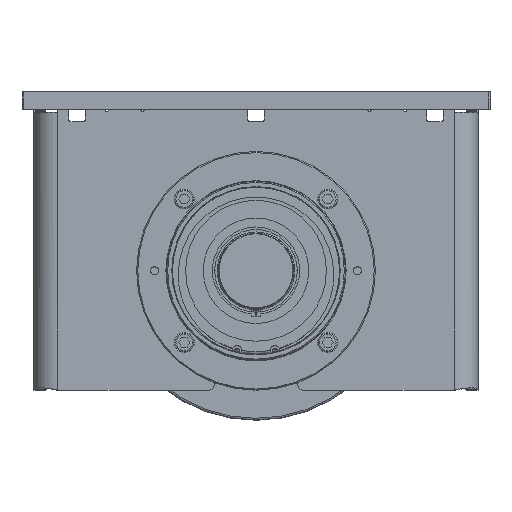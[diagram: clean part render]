
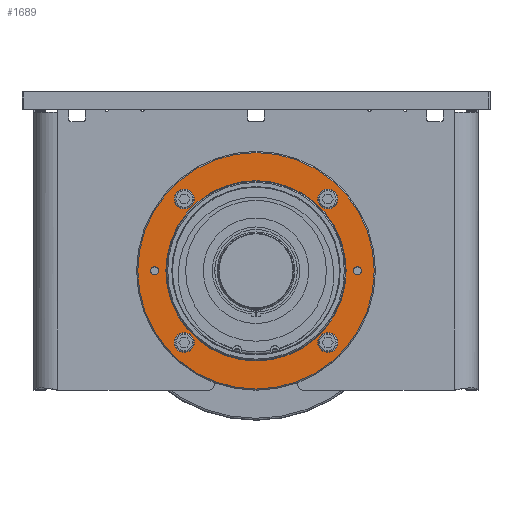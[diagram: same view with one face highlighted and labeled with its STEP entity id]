
A CAD part, top view. The second image highlights one B-rep face of the part: STEP entity #1689.
In plain terms, the highlighted planar face has unit normal (0, 0, 1).
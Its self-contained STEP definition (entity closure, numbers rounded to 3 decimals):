
#1689=ADVANCED_FACE('',(#3866,#3867,#3868,#3869,#3870,#3871,#3872,#3873),#3874,.T.);
#3866=FACE_OUTER_BOUND('',#7107,.T.);
#3867=FACE_BOUND('',#7108,.T.);
#3868=FACE_BOUND('',#7109,.T.);
#3869=FACE_BOUND('',#7110,.T.);
#3870=FACE_BOUND('',#7111,.T.);
#3871=FACE_BOUND('',#7112,.T.);
#3872=FACE_BOUND('',#7113,.T.);
#3873=FACE_BOUND('',#7114,.T.);
#3874=PLANE('',#7115);
#7107=EDGE_LOOP('',(#12544,#12545));
#7108=EDGE_LOOP('',(#12546,#12547));
#7109=EDGE_LOOP('',(#12548,#12549));
#7110=EDGE_LOOP('',(#12550,#12551,#12552,#12553));
#7111=EDGE_LOOP('',(#12554,#12555));
#7112=EDGE_LOOP('',(#12556,#12557));
#7113=EDGE_LOOP('',(#12558,#12559));
#7114=EDGE_LOOP('',(#12560,#12561));
#7115=AXIS2_PLACEMENT_3D('',#12562,#12563,#12564);
#12544=ORIENTED_EDGE('',*,*,#17979,.F.);
#12545=ORIENTED_EDGE('',*,*,#17976,.F.);
#12546=ORIENTED_EDGE('',*,*,#17983,.F.);
#12547=ORIENTED_EDGE('',*,*,#17984,.F.);
#12548=ORIENTED_EDGE('',*,*,#17985,.F.);
#12549=ORIENTED_EDGE('',*,*,#17986,.F.);
#12550=ORIENTED_EDGE('',*,*,#17987,.T.);
#12551=ORIENTED_EDGE('',*,*,#16285,.T.);
#12552=ORIENTED_EDGE('',*,*,#17988,.T.);
#12553=ORIENTED_EDGE('',*,*,#16290,.T.);
#12554=ORIENTED_EDGE('',*,*,#17989,.T.);
#12555=ORIENTED_EDGE('',*,*,#17990,.T.);
#12556=ORIENTED_EDGE('',*,*,#17991,.T.);
#12557=ORIENTED_EDGE('',*,*,#17992,.T.);
#12558=ORIENTED_EDGE('',*,*,#17993,.T.);
#12559=ORIENTED_EDGE('',*,*,#17994,.T.);
#12560=ORIENTED_EDGE('',*,*,#17995,.T.);
#12561=ORIENTED_EDGE('',*,*,#17996,.T.);
#12562=CARTESIAN_POINT('',(0.0,-135.0,80.15));
#12563=DIRECTION('',(0.0,0.0,1.0));
#12564=DIRECTION('',(1.0,0.0,0.0));
#16285=EDGE_CURVE('',#19454,#19458,#19460,.T.);
#16290=EDGE_CURVE('',#19463,#19467,#19469,.T.);
#17976=EDGE_CURVE('',#22030,#22032,#22033,.T.);
#17979=EDGE_CURVE('',#22032,#22030,#22036,.T.);
#17983=EDGE_CURVE('',#22040,#22041,#22042,.T.);
#17984=EDGE_CURVE('',#22041,#22040,#22043,.T.);
#17985=EDGE_CURVE('',#22044,#22045,#22046,.T.);
#17986=EDGE_CURVE('',#22045,#22044,#22047,.T.);
#17987=EDGE_CURVE('',#19467,#19454,#22048,.T.);
#17988=EDGE_CURVE('',#19458,#19463,#22049,.T.);
#17989=EDGE_CURVE('',#22050,#22051,#22052,.T.);
#17990=EDGE_CURVE('',#22051,#22050,#22053,.T.);
#17991=EDGE_CURVE('',#22054,#22055,#22056,.T.);
#17992=EDGE_CURVE('',#22055,#22054,#22057,.T.);
#17993=EDGE_CURVE('',#22058,#22059,#22060,.T.);
#17994=EDGE_CURVE('',#22059,#22058,#22061,.T.);
#17995=EDGE_CURVE('',#22062,#22063,#22064,.T.);
#17996=EDGE_CURVE('',#22063,#22062,#22065,.T.);
#19454=VERTEX_POINT('',#23981);
#19458=VERTEX_POINT('',#23985);
#19460=CIRCLE('',#23987,75.5);
#19463=VERTEX_POINT('',#23990);
#19467=VERTEX_POINT('',#23994);
#19469=CIRCLE('',#23996,75.5);
#22030=VERTEX_POINT('',#27533);
#22032=VERTEX_POINT('',#27536);
#22033=CIRCLE('',#27537,99.0);
#22036=CIRCLE('',#27541,99.0);
#22040=VERTEX_POINT('',#27545);
#22041=VERTEX_POINT('',#27546);
#22042=CIRCLE('',#27547,3.4);
#22043=CIRCLE('',#27548,3.4);
#22044=VERTEX_POINT('',#27549);
#22045=VERTEX_POINT('',#27550);
#22046=CIRCLE('',#27551,3.4);
#22047=CIRCLE('',#27552,3.4);
#22048=CIRCLE('',#27553,75.5);
#22049=CIRCLE('',#27554,75.5);
#22050=VERTEX_POINT('',#27555);
#22051=VERTEX_POINT('',#27556);
#22052=CIRCLE('',#27557,8.3);
#22053=CIRCLE('',#27558,8.3);
#22054=VERTEX_POINT('',#27559);
#22055=VERTEX_POINT('',#27560);
#22056=CIRCLE('',#27561,8.3);
#22057=CIRCLE('',#27562,8.3);
#22058=VERTEX_POINT('',#27563);
#22059=VERTEX_POINT('',#27564);
#22060=CIRCLE('',#27565,8.3);
#22061=CIRCLE('',#27566,8.3);
#22062=VERTEX_POINT('',#27567);
#22063=VERTEX_POINT('',#27568);
#22064=CIRCLE('',#27569,8.3);
#22065=CIRCLE('',#27570,8.3);
#23981=CARTESIAN_POINT('',(0.149,-210.5,80.15));
#23985=CARTESIAN_POINT('',(0.,-210.5,80.15));
#23987=AXIS2_PLACEMENT_3D('',#29857,#29858,#29859);
#23990=CARTESIAN_POINT('',(-0.149,-59.5,80.15));
#23994=CARTESIAN_POINT('',(0.,-59.5,80.15));
#23996=AXIS2_PLACEMENT_3D('',#29869,#29870,#29871);
#27533=CARTESIAN_POINT('',(0.,-234.0,80.15));
#27536=CARTESIAN_POINT('',(0.,-36.0,80.15));
#27537=AXIS2_PLACEMENT_3D('',#32477,#32478,#32479);
#27541=AXIS2_PLACEMENT_3D('',#32481,#32482,#32483);
#27545=CARTESIAN_POINT('',(-81.6,-135.0,80.15));
#27546=CARTESIAN_POINT('',(-88.4,-135.0,80.15));
#27547=AXIS2_PLACEMENT_3D('',#32487,#32488,#32489);
#27548=AXIS2_PLACEMENT_3D('',#32490,#32491,#32492);
#27549=CARTESIAN_POINT('',(81.6,-135.0,80.15));
#27550=CARTESIAN_POINT('',(88.4,-135.0,80.15));
#27551=AXIS2_PLACEMENT_3D('',#32493,#32494,#32495);
#27552=AXIS2_PLACEMENT_3D('',#32496,#32497,#32498);
#27553=AXIS2_PLACEMENT_3D('',#32499,#32500,#32501);
#27554=AXIS2_PLACEMENT_3D('',#32502,#32503,#32504);
#27555=CARTESIAN_POINT('',(-51.804,-74.896,80.15));
#27556=CARTESIAN_POINT('',(-68.404,-74.896,80.15));
#27557=AXIS2_PLACEMENT_3D('',#32505,#32506,#32507);
#27558=AXIS2_PLACEMENT_3D('',#32508,#32509,#32510);
#27559=CARTESIAN_POINT('',(68.404,-74.896,80.15));
#27560=CARTESIAN_POINT('',(51.804,-74.896,80.15));
#27561=AXIS2_PLACEMENT_3D('',#32511,#32512,#32513);
#27562=AXIS2_PLACEMENT_3D('',#32514,#32515,#32516);
#27563=CARTESIAN_POINT('',(68.404,-195.104,80.15));
#27564=CARTESIAN_POINT('',(51.804,-195.104,80.15));
#27565=AXIS2_PLACEMENT_3D('',#32517,#32518,#32519);
#27566=AXIS2_PLACEMENT_3D('',#32520,#32521,#32522);
#27567=CARTESIAN_POINT('',(-51.804,-195.104,80.15));
#27568=CARTESIAN_POINT('',(-68.404,-195.104,80.15));
#27569=AXIS2_PLACEMENT_3D('',#32523,#32524,#32525);
#27570=AXIS2_PLACEMENT_3D('',#32526,#32527,#32528);
#29857=CARTESIAN_POINT('',(0.0,-135.0,80.15));
#29858=DIRECTION('',(0.0,0.0,-1.0));
#29859=DIRECTION('',(0.0,1.0,0.0));
#29869=CARTESIAN_POINT('',(0.0,-135.0,80.15));
#29870=DIRECTION('',(0.0,0.0,-1.0));
#29871=DIRECTION('',(0.0,-1.0,0.0));
#32477=CARTESIAN_POINT('',(0.0,-135.0,80.15));
#32478=DIRECTION('',(0.0,0.0,-1.0));
#32479=DIRECTION('',(0.0,-1.0,0.0));
#32481=CARTESIAN_POINT('',(0.0,-135.0,80.15));
#32482=DIRECTION('',(0.0,0.0,-1.0));
#32483=DIRECTION('',(0.0,1.0,0.0));
#32487=CARTESIAN_POINT('',(-85.0,-135.0,80.15));
#32488=DIRECTION('',(0.0,0.0,1.0));
#32489=DIRECTION('',(1.0,0.0,0.0));
#32490=CARTESIAN_POINT('',(-85.0,-135.0,80.15));
#32491=DIRECTION('',(0.0,0.0,1.0));
#32492=DIRECTION('',(-1.0,0.0,0.0));
#32493=CARTESIAN_POINT('',(85.0,-135.0,80.15));
#32494=DIRECTION('',(0.0,0.0,1.0));
#32495=DIRECTION('',(-1.0,0.0,0.0));
#32496=CARTESIAN_POINT('',(85.0,-135.0,80.15));
#32497=DIRECTION('',(0.0,0.0,1.0));
#32498=DIRECTION('',(1.0,0.0,0.0));
#32499=CARTESIAN_POINT('',(0.0,-135.0,80.15));
#32500=DIRECTION('',(0.0,0.0,-1.0));
#32501=DIRECTION('',(0.0,1.0,0.0));
#32502=CARTESIAN_POINT('',(0.0,-135.0,80.15));
#32503=DIRECTION('',(0.0,0.0,-1.0));
#32504=DIRECTION('',(0.0,-1.0,0.0));
#32505=CARTESIAN_POINT('',(-60.104,-74.896,80.15));
#32506=DIRECTION('',(0.0,0.0,-1.0));
#32507=DIRECTION('',(1.0,0.0,0.0));
#32508=CARTESIAN_POINT('',(-60.104,-74.896,80.15));
#32509=DIRECTION('',(0.0,0.0,-1.0));
#32510=DIRECTION('',(-1.0,0.0,0.0));
#32511=CARTESIAN_POINT('',(60.104,-74.896,80.15));
#32512=DIRECTION('',(0.0,0.0,-1.0));
#32513=DIRECTION('',(1.0,0.0,0.0));
#32514=CARTESIAN_POINT('',(60.104,-74.896,80.15));
#32515=DIRECTION('',(0.0,0.0,-1.0));
#32516=DIRECTION('',(-1.0,0.0,0.0));
#32517=CARTESIAN_POINT('',(60.104,-195.104,80.15));
#32518=DIRECTION('',(0.0,0.0,-1.0));
#32519=DIRECTION('',(1.0,0.0,0.0));
#32520=CARTESIAN_POINT('',(60.104,-195.104,80.15));
#32521=DIRECTION('',(0.0,0.0,-1.0));
#32522=DIRECTION('',(-1.0,0.0,0.0));
#32523=CARTESIAN_POINT('',(-60.104,-195.104,80.15));
#32524=DIRECTION('',(0.0,0.0,-1.0));
#32525=DIRECTION('',(1.0,0.0,0.0));
#32526=CARTESIAN_POINT('',(-60.104,-195.104,80.15));
#32527=DIRECTION('',(0.0,0.0,-1.0));
#32528=DIRECTION('',(-1.0,0.0,0.0));
